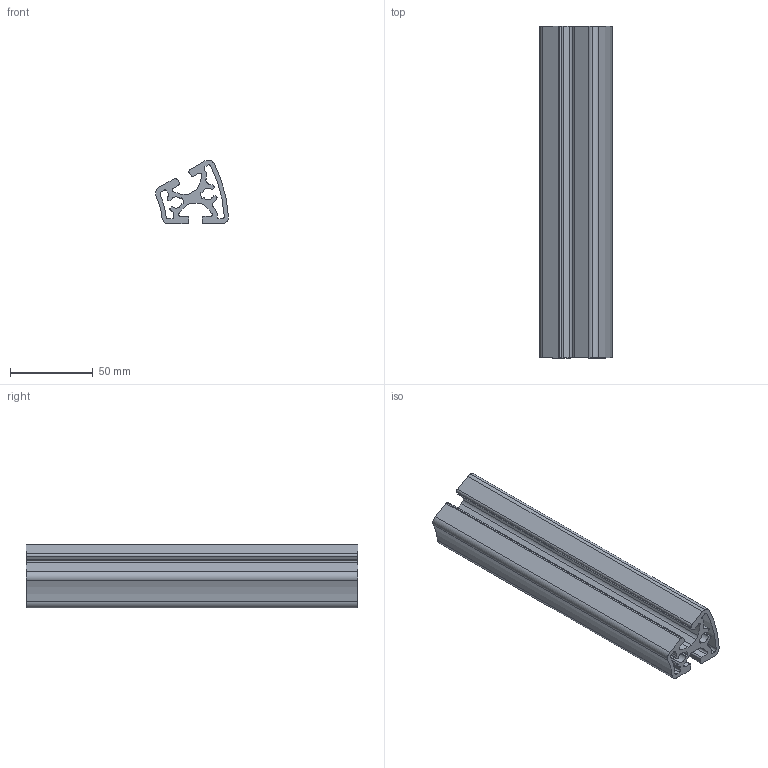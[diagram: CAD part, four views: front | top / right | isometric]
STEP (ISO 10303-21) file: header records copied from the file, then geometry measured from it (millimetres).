
FILE_DESCRIPTION (( 'STEP AP203' ), '1' );
FILE_NAME ('281408931_c_1.STEP', '2022-10-27T16:40:30', ( '' ), ( '' ), 'SwSTEP 2.0', 'SolidWorks 2014', '' );
FILE_SCHEMA (( 'CONFIG_CONTROL_DESIGN' ));
Length unit declared in the file: millimetre
Products named in the file (1): 281408931_c_1
Bounding box: 43.93 x 200 x 38.48 mm (x, y, z)
Volume: 124473.2 mm3; surface area: 75070.9 mm2
Topology: 1 solids, 1 shells, 113 faces, 333 edges, 222 vertices
Faces by surface type: cylinder 81, plane 32
Entity records: 3934 total; most frequent: DIRECTION 723, CARTESIAN_POINT 669, ORIENTED_EDGE 666, EDGE_CURVE 333, AXIS2_PLACEMENT_3D 276, VERTEX_POINT 222, VECTOR 171, LINE 171
